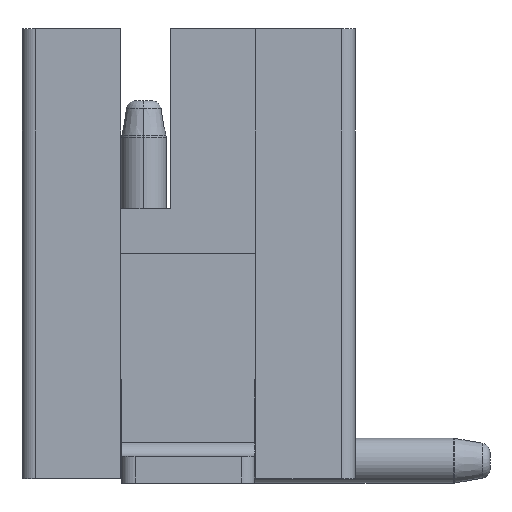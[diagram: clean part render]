
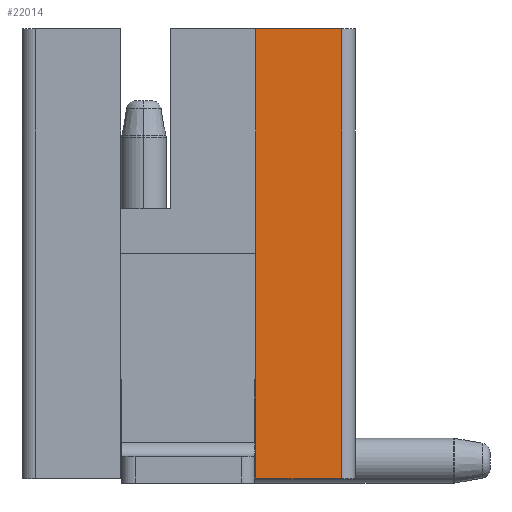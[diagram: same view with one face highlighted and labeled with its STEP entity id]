
A CAD part, left-side view. The second image highlights one B-rep face of the part: STEP entity #22014.
In plain terms, the highlighted planar face has unit normal (-1, 0, 0).
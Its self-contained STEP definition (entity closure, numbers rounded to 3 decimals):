
#76 = VERTEX_POINT ( 'NONE', #5588 ) ;
#803 = DIRECTION ( 'NONE',  ( 0., 1., 0. ) ) ;
#995 = DIRECTION ( 'NONE',  ( 0., -1., 0. ) ) ;
#1512 = DIRECTION ( 'NONE',  ( 0., 0., 1. ) ) ;
#3533 = DIRECTION ( 'NONE',  ( 0., -1., 0. ) ) ;
#3578 = CARTESIAN_POINT ( 'NONE',  ( -2.25, -1.245, 0.05 ) ) ;
#3822 = VECTOR ( 'NONE', #7520, 1000. ) ;
#4073 = CARTESIAN_POINT ( 'NONE',  ( -2.25, -2.2, 5.05 ) ) ;
#4355 = EDGE_CURVE ( 'NONE', #10638, #12491, #11197, .T. ) ;
#4520 = ORIENTED_EDGE ( 'NONE', *, *, #4355, .T. ) ;
#4624 = EDGE_CURVE ( 'NONE', #16977, #76, #10545, .T. ) ;
#4639 = VECTOR ( 'NONE', #995, 1000. ) ;
#5588 = CARTESIAN_POINT ( 'NONE',  ( -2.25, -1.245, 5.05 ) ) ;
#5632 = VECTOR ( 'NONE', #3533, 1000. ) ;
#5696 = EDGE_LOOP ( 'NONE', ( #17029, #4520, #10510, #8802 ) ) ;
#6313 = CARTESIAN_POINT ( 'NONE',  ( -2.25, -2.2, 5.05 ) ) ;
#7520 = DIRECTION ( 'NONE',  ( 0., 0., 1. ) ) ;
#7627 = VECTOR ( 'NONE', #1512, 1000. ) ;
#8802 = ORIENTED_EDGE ( 'NONE', *, *, #4624, .F. ) ;
#9741 = FACE_OUTER_BOUND ( 'NONE', #5696, .T. ) ;
#10510 = ORIENTED_EDGE ( 'NONE', *, *, #20645, .F. ) ;
#10544 = CARTESIAN_POINT ( 'NONE',  ( -2.25, -2.2, 0.05 ) ) ;
#10545 = LINE ( 'NONE', #15803, #7627 ) ;
#10638 = VERTEX_POINT ( 'NONE', #10544 ) ;
#11197 = LINE ( 'NONE', #4073, #3822 ) ;
#11336 = CARTESIAN_POINT ( 'NONE',  ( -2.25, 1.35, 0.05 ) ) ;
#12491 = VERTEX_POINT ( 'NONE', #6313 ) ;
#14853 = PLANE ( 'NONE',  #21689 ) ;
#15031 = LINE ( 'NONE', #11336, #4639 ) ;
#15803 = CARTESIAN_POINT ( 'NONE',  ( -2.25, -1.245, 0.05 ) ) ;
#16495 = EDGE_CURVE ( 'NONE', #16977, #10638, #15031, .T. ) ;
#16977 = VERTEX_POINT ( 'NONE', #3578 ) ;
#17029 = ORIENTED_EDGE ( 'NONE', *, *, #16495, .T. ) ;
#19225 = DIRECTION ( 'NONE',  ( 1., 0., 0. ) ) ;
#19831 = LINE ( 'NONE', #21727, #5632 ) ;
#20645 = EDGE_CURVE ( 'NONE', #76, #12491, #19831, .T. ) ;
#21689 = AXIS2_PLACEMENT_3D ( 'NONE', #22456, #19225, #803 ) ;
#21727 = CARTESIAN_POINT ( 'NONE',  ( -2.25, 1.35, 5.05 ) ) ;
#22014 = ADVANCED_FACE ( 'NONE', ( #9741 ), #14853, .F. ) ;
#22456 = CARTESIAN_POINT ( 'NONE',  ( -2.25, 1.35, 5.05 ) ) ;
